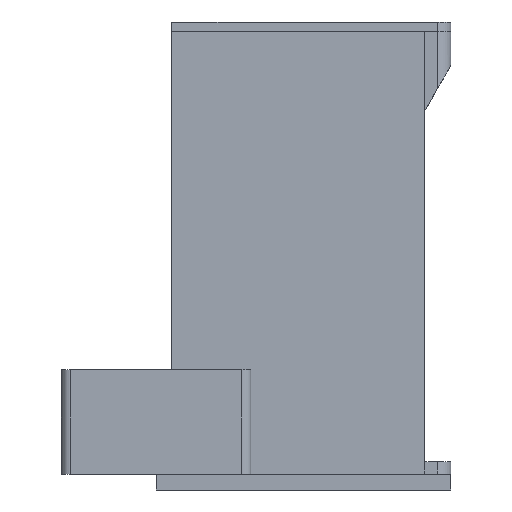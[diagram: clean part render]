
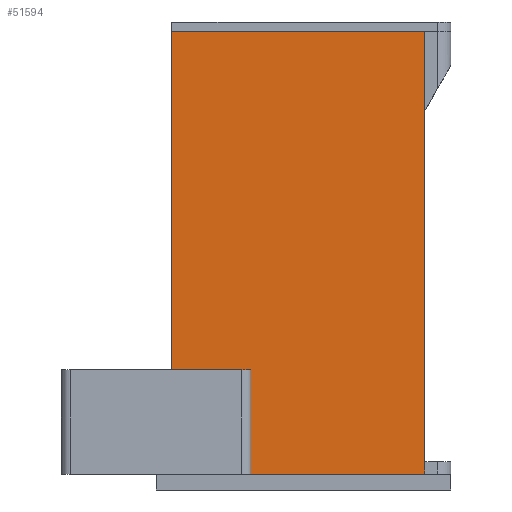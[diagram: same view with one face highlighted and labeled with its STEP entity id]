
A CAD part, left-side view. The second image highlights one B-rep face of the part: STEP entity #51594.
In plain terms, the highlighted planar face has unit normal (-1, 0, 0).
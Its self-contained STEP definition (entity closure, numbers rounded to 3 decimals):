
#50468 = PLANE('',#50469);
#50469 = AXIS2_PLACEMENT_3D('',#50470,#50471,#50472);
#50470 = CARTESIAN_POINT('',(85.,-5.,0.));
#50471 = DIRECTION('',(0.,-1.,0.));
#50472 = DIRECTION('',(-1.,0.,0.));
#50583 = PLANE('',#50584);
#50584 = AXIS2_PLACEMENT_3D('',#50585,#50586,#50587);
#50585 = CARTESIAN_POINT('',(34.709,-34.709,0.));
#50586 = DIRECTION('',(0.,0.,1.));
#50587 = DIRECTION('',(1.,0.,0.));
#50651 = VERTEX_POINT('',#50652);
#50652 = CARTESIAN_POINT('',(5.,-5.,140.));
#50666 = PLANE('',#50667);
#50667 = AXIS2_PLACEMENT_3D('',#50668,#50669,#50670);
#50668 = CARTESIAN_POINT('',(34.709,-34.709,140.));
#50669 = DIRECTION('',(0.,0.,1.));
#50670 = DIRECTION('',(1.,0.,0.));
#50678 = EDGE_CURVE('',#50679,#50651,#50681,.T.);
#50679 = VERTEX_POINT('',#50680);
#50680 = CARTESIAN_POINT('',(5.,-5.,12.));
#50681 = SURFACE_CURVE('',#50682,(#50686,#50693),.PCURVE_S1.);
#50682 = LINE('',#50683,#50684);
#50683 = CARTESIAN_POINT('',(5.,-5.,0.));
#50684 = VECTOR('',#50685,1.);
#50685 = DIRECTION('',(0.,0.,1.));
#50686 = PCURVE('',#50468,#50687);
#50687 = DEFINITIONAL_REPRESENTATION('',(#50688),#50692);
#50688 = LINE('',#50689,#50690);
#50689 = CARTESIAN_POINT('',(80.,0.));
#50690 = VECTOR('',#50691,1.);
#50691 = DIRECTION('',(0.,-1.));
#50692 = ( GEOMETRIC_REPRESENTATION_CONTEXT(2) 
PARAMETRIC_REPRESENTATION_CONTEXT() REPRESENTATION_CONTEXT('2D SPACE',''
  ) );
#50693 = PCURVE('',#50694,#50699);
#50694 = PLANE('',#50695);
#50695 = AXIS2_PLACEMENT_3D('',#50696,#50697,#50698);
#50696 = CARTESIAN_POINT('',(5.,-5.,0.));
#50697 = DIRECTION('',(1.,0.,0.));
#50698 = DIRECTION('',(0.,-1.,0.));
#50699 = DEFINITIONAL_REPRESENTATION('',(#50700),#50704);
#50700 = LINE('',#50701,#50702);
#50701 = CARTESIAN_POINT('',(0.,0.));
#50702 = VECTOR('',#50703,1.);
#50703 = DIRECTION('',(0.,-1.));
#50704 = ( GEOMETRIC_REPRESENTATION_CONTEXT(2) 
PARAMETRIC_REPRESENTATION_CONTEXT() REPRESENTATION_CONTEXT('2D SPACE',''
  ) );
#51072 = PLANE('',#51073);
#51073 = AXIS2_PLACEMENT_3D('',#51074,#51075,#51076);
#51074 = CARTESIAN_POINT('',(5.,-85.,0.));
#51075 = DIRECTION('',(0.,1.,0.));
#51076 = DIRECTION('',(1.,0.,0.));
#51327 = VERTEX_POINT('',#51328);
#51328 = CARTESIAN_POINT('',(5.,-15.818,0.));
#51349 = EDGE_CURVE('',#51327,#51350,#51352,.T.);
#51350 = VERTEX_POINT('',#51351);
#51351 = CARTESIAN_POINT('',(5.,-85.,0.));
#51352 = SURFACE_CURVE('',#51353,(#51357,#51364),.PCURVE_S1.);
#51353 = LINE('',#51354,#51355);
#51354 = CARTESIAN_POINT('',(5.,-5.,0.));
#51355 = VECTOR('',#51356,1.);
#51356 = DIRECTION('',(0.,-1.,0.));
#51357 = PCURVE('',#50583,#51358);
#51358 = DEFINITIONAL_REPRESENTATION('',(#51359),#51363);
#51359 = LINE('',#51360,#51361);
#51360 = CARTESIAN_POINT('',(-29.709,29.709));
#51361 = VECTOR('',#51362,1.);
#51362 = DIRECTION('',(0.,-1.));
#51363 = ( GEOMETRIC_REPRESENTATION_CONTEXT(2) 
PARAMETRIC_REPRESENTATION_CONTEXT() REPRESENTATION_CONTEXT('2D SPACE',''
  ) );
#51364 = PCURVE('',#50694,#51365);
#51365 = DEFINITIONAL_REPRESENTATION('',(#51366),#51370);
#51366 = LINE('',#51367,#51368);
#51367 = CARTESIAN_POINT('',(0.,0.));
#51368 = VECTOR('',#51369,1.);
#51369 = DIRECTION('',(1.,0.));
#51370 = ( GEOMETRIC_REPRESENTATION_CONTEXT(2) 
PARAMETRIC_REPRESENTATION_CONTEXT() REPRESENTATION_CONTEXT('2D SPACE',''
  ) );
#51583 = PLANE('',#51584);
#51584 = AXIS2_PLACEMENT_3D('',#51585,#51586,#51587);
#51585 = CARTESIAN_POINT('',(5.,-5.,0.));
#51586 = DIRECTION('',(1.,0.,0.));
#51587 = DIRECTION('',(0.,-1.,0.));
#51594 = ADVANCED_FACE('',(#51595),#50694,.F.);
#51595 = FACE_BOUND('',#51596,.F.);
#51596 = EDGE_LOOP('',(#51597,#51620,#51621,#51644,#51672,#51695,#51721,
    #51722));
#51597 = ORIENTED_EDGE('',*,*,#51598,.F.);
#51598 = EDGE_CURVE('',#50679,#51599,#51601,.T.);
#51599 = VERTEX_POINT('',#51600);
#51600 = CARTESIAN_POINT('',(5.,-15.818,12.));
#51601 = SURFACE_CURVE('',#51602,(#51606,#51613),.PCURVE_S1.);
#51602 = LINE('',#51603,#51604);
#51603 = CARTESIAN_POINT('',(5.,-5.,12.));
#51604 = VECTOR('',#51605,1.);
#51605 = DIRECTION('',(0.,-1.,0.));
#51606 = PCURVE('',#50694,#51607);
#51607 = DEFINITIONAL_REPRESENTATION('',(#51608),#51612);
#51608 = LINE('',#51609,#51610);
#51609 = CARTESIAN_POINT('',(0.,-12.));
#51610 = VECTOR('',#51611,1.);
#51611 = DIRECTION('',(1.,0.));
#51612 = ( GEOMETRIC_REPRESENTATION_CONTEXT(2) 
PARAMETRIC_REPRESENTATION_CONTEXT() REPRESENTATION_CONTEXT('2D SPACE',''
  ) );
#51613 = PCURVE('',#51583,#51614);
#51614 = DEFINITIONAL_REPRESENTATION('',(#51615),#51619);
#51615 = LINE('',#51616,#51617);
#51616 = CARTESIAN_POINT('',(0.,-12.));
#51617 = VECTOR('',#51618,1.);
#51618 = DIRECTION('',(1.,0.));
#51619 = ( GEOMETRIC_REPRESENTATION_CONTEXT(2) 
PARAMETRIC_REPRESENTATION_CONTEXT() REPRESENTATION_CONTEXT('2D SPACE',''
  ) );
#51620 = ORIENTED_EDGE('',*,*,#50678,.T.);
#51621 = ORIENTED_EDGE('',*,*,#51622,.T.);
#51622 = EDGE_CURVE('',#50651,#51623,#51625,.T.);
#51623 = VERTEX_POINT('',#51624);
#51624 = CARTESIAN_POINT('',(5.,-85.,140.));
#51625 = SURFACE_CURVE('',#51626,(#51630,#51637),.PCURVE_S1.);
#51626 = LINE('',#51627,#51628);
#51627 = CARTESIAN_POINT('',(5.,-5.,140.));
#51628 = VECTOR('',#51629,1.);
#51629 = DIRECTION('',(0.,-1.,0.));
#51630 = PCURVE('',#50694,#51631);
#51631 = DEFINITIONAL_REPRESENTATION('',(#51632),#51636);
#51632 = LINE('',#51633,#51634);
#51633 = CARTESIAN_POINT('',(0.,-140.));
#51634 = VECTOR('',#51635,1.);
#51635 = DIRECTION('',(1.,0.));
#51636 = ( GEOMETRIC_REPRESENTATION_CONTEXT(2) 
PARAMETRIC_REPRESENTATION_CONTEXT() REPRESENTATION_CONTEXT('2D SPACE',''
  ) );
#51637 = PCURVE('',#50666,#51638);
#51638 = DEFINITIONAL_REPRESENTATION('',(#51639),#51643);
#51639 = LINE('',#51640,#51641);
#51640 = CARTESIAN_POINT('',(-29.709,29.709));
#51641 = VECTOR('',#51642,1.);
#51642 = DIRECTION('',(0.,-1.));
#51643 = ( GEOMETRIC_REPRESENTATION_CONTEXT(2) 
PARAMETRIC_REPRESENTATION_CONTEXT() REPRESENTATION_CONTEXT('2D SPACE',''
  ) );
#51644 = ORIENTED_EDGE('',*,*,#51645,.F.);
#51645 = EDGE_CURVE('',#51646,#51623,#51648,.T.);
#51646 = VERTEX_POINT('',#51647);
#51647 = CARTESIAN_POINT('',(5.,-85.,115.));
#51648 = SURFACE_CURVE('',#51649,(#51653,#51660),.PCURVE_S1.);
#51649 = LINE('',#51650,#51651);
#51650 = CARTESIAN_POINT('',(5.,-85.,0.));
#51651 = VECTOR('',#51652,1.);
#51652 = DIRECTION('',(0.,0.,1.));
#51653 = PCURVE('',#50694,#51654);
#51654 = DEFINITIONAL_REPRESENTATION('',(#51655),#51659);
#51655 = LINE('',#51656,#51657);
#51656 = CARTESIAN_POINT('',(80.,0.));
#51657 = VECTOR('',#51658,1.);
#51658 = DIRECTION('',(0.,-1.));
#51659 = ( GEOMETRIC_REPRESENTATION_CONTEXT(2) 
PARAMETRIC_REPRESENTATION_CONTEXT() REPRESENTATION_CONTEXT('2D SPACE',''
  ) );
#51660 = PCURVE('',#51661,#51666);
#51661 = PLANE('',#51662);
#51662 = AXIS2_PLACEMENT_3D('',#51663,#51664,#51665);
#51663 = CARTESIAN_POINT('',(5.,-89.,140.));
#51664 = DIRECTION('',(1.,0.,0.));
#51665 = DIRECTION('',(0.,1.,0.));
#51666 = DEFINITIONAL_REPRESENTATION('',(#51667),#51671);
#51667 = LINE('',#51668,#51669);
#51668 = CARTESIAN_POINT('',(4.,-140.));
#51669 = VECTOR('',#51670,1.);
#51670 = DIRECTION('',(0.,1.));
#51671 = ( GEOMETRIC_REPRESENTATION_CONTEXT(2) 
PARAMETRIC_REPRESENTATION_CONTEXT() REPRESENTATION_CONTEXT('2D SPACE',''
  ) );
#51672 = ORIENTED_EDGE('',*,*,#51673,.F.);
#51673 = EDGE_CURVE('',#51674,#51646,#51676,.T.);
#51674 = VERTEX_POINT('',#51675);
#51675 = CARTESIAN_POINT('',(5.,-85.,4.));
#51676 = SURFACE_CURVE('',#51677,(#51681,#51688),.PCURVE_S1.);
#51677 = LINE('',#51678,#51679);
#51678 = CARTESIAN_POINT('',(5.,-85.,0.));
#51679 = VECTOR('',#51680,1.);
#51680 = DIRECTION('',(0.,0.,1.));
#51681 = PCURVE('',#50694,#51682);
#51682 = DEFINITIONAL_REPRESENTATION('',(#51683),#51687);
#51683 = LINE('',#51684,#51685);
#51684 = CARTESIAN_POINT('',(80.,0.));
#51685 = VECTOR('',#51686,1.);
#51686 = DIRECTION('',(0.,-1.));
#51687 = ( GEOMETRIC_REPRESENTATION_CONTEXT(2) 
PARAMETRIC_REPRESENTATION_CONTEXT() REPRESENTATION_CONTEXT('2D SPACE',''
  ) );
#51688 = PCURVE('',#51072,#51689);
#51689 = DEFINITIONAL_REPRESENTATION('',(#51690),#51694);
#51690 = LINE('',#51691,#51692);
#51691 = CARTESIAN_POINT('',(0.,0.));
#51692 = VECTOR('',#51693,1.);
#51693 = DIRECTION('',(0.,-1.));
#51694 = ( GEOMETRIC_REPRESENTATION_CONTEXT(2) 
PARAMETRIC_REPRESENTATION_CONTEXT() REPRESENTATION_CONTEXT('2D SPACE',''
  ) );
#51695 = ORIENTED_EDGE('',*,*,#51696,.F.);
#51696 = EDGE_CURVE('',#51350,#51674,#51697,.T.);
#51697 = SURFACE_CURVE('',#51698,(#51702,#51709),.PCURVE_S1.);
#51698 = LINE('',#51699,#51700);
#51699 = CARTESIAN_POINT('',(5.,-85.,0.));
#51700 = VECTOR('',#51701,1.);
#51701 = DIRECTION('',(0.,0.,1.));
#51702 = PCURVE('',#50694,#51703);
#51703 = DEFINITIONAL_REPRESENTATION('',(#51704),#51708);
#51704 = LINE('',#51705,#51706);
#51705 = CARTESIAN_POINT('',(80.,0.));
#51706 = VECTOR('',#51707,1.);
#51707 = DIRECTION('',(0.,-1.));
#51708 = ( GEOMETRIC_REPRESENTATION_CONTEXT(2) 
PARAMETRIC_REPRESENTATION_CONTEXT() REPRESENTATION_CONTEXT('2D SPACE',''
  ) );
#51709 = PCURVE('',#51710,#51715);
#51710 = PLANE('',#51711);
#51711 = AXIS2_PLACEMENT_3D('',#51712,#51713,#51714);
#51712 = CARTESIAN_POINT('',(5.,-85.,0.));
#51713 = DIRECTION('',(-1.,0.,0.));
#51714 = DIRECTION('',(0.,1.,0.));
#51715 = DEFINITIONAL_REPRESENTATION('',(#51716),#51720);
#51716 = LINE('',#51717,#51718);
#51717 = CARTESIAN_POINT('',(0.,0.));
#51718 = VECTOR('',#51719,1.);
#51719 = DIRECTION('',(0.,-1.));
#51720 = ( GEOMETRIC_REPRESENTATION_CONTEXT(2) 
PARAMETRIC_REPRESENTATION_CONTEXT() REPRESENTATION_CONTEXT('2D SPACE',''
  ) );
#51721 = ORIENTED_EDGE('',*,*,#51349,.F.);
#51722 = ORIENTED_EDGE('',*,*,#51723,.T.);
#51723 = EDGE_CURVE('',#51327,#51599,#51724,.T.);
#51724 = SURFACE_CURVE('',#51725,(#51729,#51736),.PCURVE_S1.);
#51725 = LINE('',#51726,#51727);
#51726 = CARTESIAN_POINT('',(5.,-15.818,0.));
#51727 = VECTOR('',#51728,1.);
#51728 = DIRECTION('',(0.,0.,1.));
#51729 = PCURVE('',#50694,#51730);
#51730 = DEFINITIONAL_REPRESENTATION('',(#51731),#51735);
#51731 = LINE('',#51732,#51733);
#51732 = CARTESIAN_POINT('',(10.818,0.));
#51733 = VECTOR('',#51734,1.);
#51734 = DIRECTION('',(0.,-1.));
#51735 = ( GEOMETRIC_REPRESENTATION_CONTEXT(2) 
PARAMETRIC_REPRESENTATION_CONTEXT() REPRESENTATION_CONTEXT('2D SPACE',''
  ) );
#51736 = PCURVE('',#51583,#51737);
#51737 = DEFINITIONAL_REPRESENTATION('',(#51738),#51742);
#51738 = LINE('',#51739,#51740);
#51739 = CARTESIAN_POINT('',(10.818,0.));
#51740 = VECTOR('',#51741,1.);
#51741 = DIRECTION('',(0.,-1.));
#51742 = ( GEOMETRIC_REPRESENTATION_CONTEXT(2) 
PARAMETRIC_REPRESENTATION_CONTEXT() REPRESENTATION_CONTEXT('2D SPACE',''
  ) );
